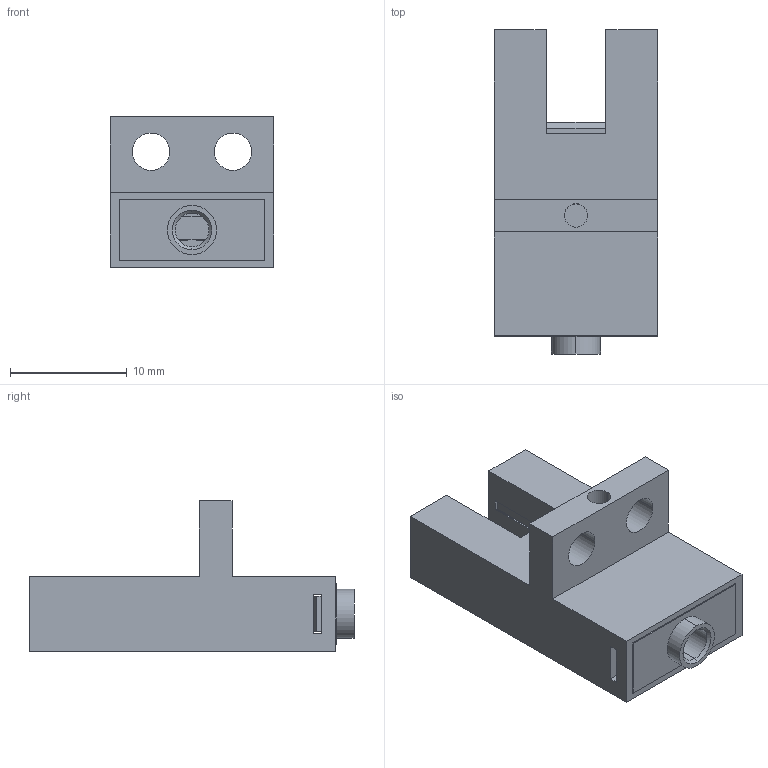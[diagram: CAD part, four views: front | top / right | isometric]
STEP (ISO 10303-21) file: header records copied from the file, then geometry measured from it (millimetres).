
FILE_DESCRIPTION (( 'STEP AP203' ), '1' );
FILE_NAME ('673-0704.STEP', '2022-07-04T10:09:00', ( '' ), ( '' ), 'SwSTEP 2.0', 'SolidWorks 2018', '' );
FILE_SCHEMA (( 'CONFIG_CONTROL_DESIGN' ));
Length unit declared in the file: millimetre
Products named in the file (6): 羞倰盓殤; 673WR-A; Part01; 盓殤迵啣; 偌裔-STD-A; 673-0704
Assembly tree (5 placements, depth 3):
  673-0704
    673WR-A
    盓殤迵啣
      羞倰盓殤
      Part01
    偌裔-STD-A
Bounding box: 14 x 27.75 x 12.9 mm (x, y, z)
Volume: 1348.9 mm3; surface area: 3261.7 mm2
Topology: 8 solids, 8 shells, 201 faces, 542 edges, 360 vertices
Faces by surface type: plane 171, cylinder 28, cone 2
Entity records: 6874 total; most frequent: CARTESIAN_POINT 1112, ORIENTED_EDGE 1084, DIRECTION 1020, EDGE_CURVE 542, LINE 484, VECTOR 484, VERTEX_POINT 360, AXIS2_PLACEMENT_3D 268
